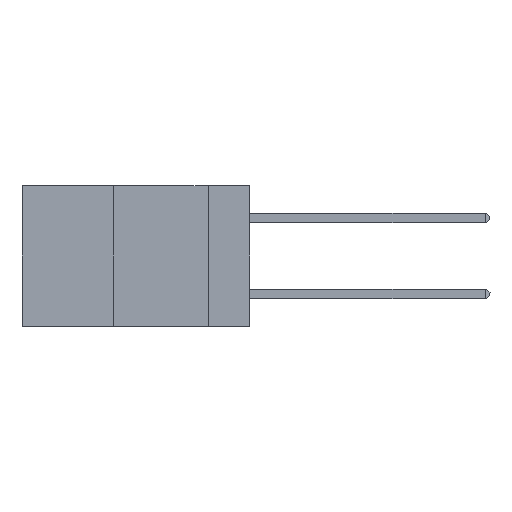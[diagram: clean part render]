
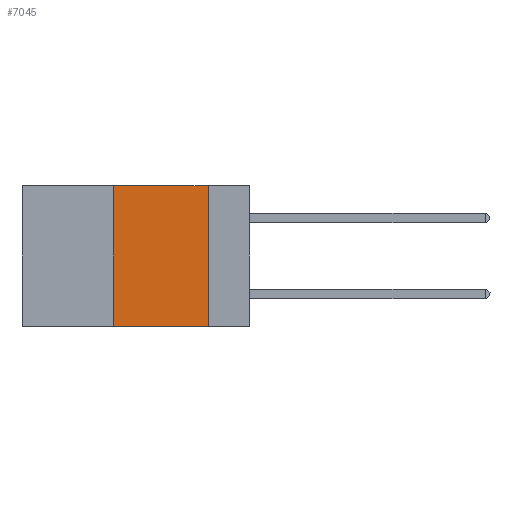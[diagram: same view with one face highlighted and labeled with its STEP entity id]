
A CAD part, left-side view. The second image highlights one B-rep face of the part: STEP entity #7045.
In plain terms, the highlighted planar face has unit normal (-1, 0, 0).
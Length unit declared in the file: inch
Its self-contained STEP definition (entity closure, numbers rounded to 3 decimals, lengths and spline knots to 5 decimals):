
#107 = CARTESIAN_POINT ( 'NONE',  ( 0., 0.11, 0. ) ) ;
#150 = VERTEX_POINT ( 'NONE', #3167 ) ;
#1258 = CARTESIAN_POINT ( 'NONE',  ( 0., 0.6, 0. ) ) ;
#1273 = CARTESIAN_POINT ( 'NONE',  ( 0., 0.36, -0.37 ) ) ;
#1409 = VERTEX_POINT ( 'NONE', #1273 ) ;
#1430 = EDGE_CURVE ( 'NONE', #3596, #10413, #8671, .T. ) ;
#1446 = DIRECTION ( 'NONE',  ( 0., -1., 0. ) ) ;
#1462 = DIRECTION ( 'NONE',  ( 0., 0., 1. ) ) ;
#1799 = VECTOR ( 'NONE', #3062, 39.37008 ) ;
#1958 = ORIENTED_EDGE ( 'NONE', *, *, #3709, .F. ) ;
#1994 = VECTOR ( 'NONE', #1446, 39.37008 ) ;
#2056 = PLANE ( 'NONE',  #5348 ) ;
#2339 = EDGE_LOOP ( 'NONE', ( #4171, #1958, #3892, #7801 ) ) ;
#2372 = EDGE_CURVE ( 'NONE', #1409, #150, #6128, .T. ) ;
#2996 = LINE ( 'NONE', #1258, #1799 ) ;
#3062 = DIRECTION ( 'NONE',  ( 0., -1., 0. ) ) ;
#3167 = CARTESIAN_POINT ( 'NONE',  ( 0., 0.36, 0. ) ) ;
#3441 = EDGE_CURVE ( 'NONE', #1409, #10413, #5033, .T. ) ;
#3596 = VERTEX_POINT ( 'NONE', #107 ) ;
#3709 = EDGE_CURVE ( 'NONE', #150, #3596, #2996, .T. ) ;
#3892 = ORIENTED_EDGE ( 'NONE', *, *, #2372, .F. ) ;
#4171 = ORIENTED_EDGE ( 'NONE', *, *, #1430, .F. ) ;
#4660 = DIRECTION ( 'NONE',  ( 1., 0., 0. ) ) ;
#5033 = LINE ( 'NONE', #5142, #1994 ) ;
#5142 = CARTESIAN_POINT ( 'NONE',  ( 0., 0.6, -0.37 ) ) ;
#5348 = AXIS2_PLACEMENT_3D ( 'NONE', #5706, #4660, #5477 ) ;
#5477 = DIRECTION ( 'NONE',  ( 0., 0., -1. ) ) ;
#5706 = CARTESIAN_POINT ( 'NONE',  ( 0., 0.6, 0. ) ) ;
#5953 = CARTESIAN_POINT ( 'NONE',  ( 0., 0.11, 0. ) ) ;
#6128 = LINE ( 'NONE', #9443, #11174 ) ;
#7045 = ADVANCED_FACE ( 'NONE', ( #9234 ), #2056, .F. ) ;
#7071 = CARTESIAN_POINT ( 'NONE',  ( 0., 0.11, -0.37 ) ) ;
#7801 = ORIENTED_EDGE ( 'NONE', *, *, #3441, .T. ) ;
#8449 = DIRECTION ( 'NONE',  ( 0., 0., -1. ) ) ;
#8671 = LINE ( 'NONE', #5953, #8838 ) ;
#8838 = VECTOR ( 'NONE', #8449, 39.37008 ) ;
#9234 = FACE_OUTER_BOUND ( 'NONE', #2339, .T. ) ;
#9443 = CARTESIAN_POINT ( 'NONE',  ( 0., 0.36, 0. ) ) ;
#10413 = VERTEX_POINT ( 'NONE', #7071 ) ;
#11174 = VECTOR ( 'NONE', #1462, 39.37008 ) ;
